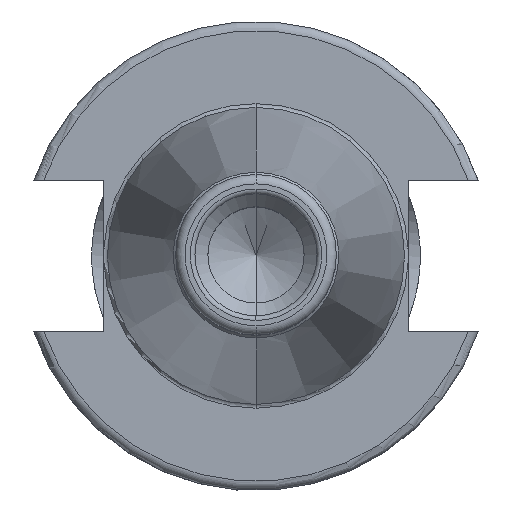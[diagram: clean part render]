
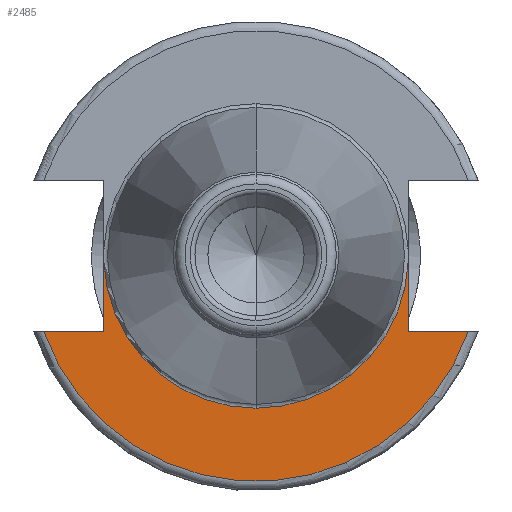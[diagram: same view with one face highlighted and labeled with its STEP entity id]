
A CAD part, top view. The second image highlights one B-rep face of the part: STEP entity #2485.
In plain terms, the highlighted planar face has unit normal (0, 0, 1).
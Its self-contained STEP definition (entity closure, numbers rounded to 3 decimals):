
#351=CARTESIAN_POINT('',(0,0,8));
#352=DIRECTION('',(0,0,-1));
#353=DIRECTION('',(0.999,-0.045,0));
#354=AXIS2_PLACEMENT_3D('',#351,#352,#353);
#823=CARTESIAN_POINT('',(0,0,8));
#824=DIRECTION('',(0,0,1));
#825=DIRECTION('',(-0.942,-0.335,0));
#826=AXIS2_PLACEMENT_3D('',#823,#824,#825);
#874=DIRECTION('',(1,0,0));
#875=VECTOR('',#874,6.41);
#876=CARTESIAN_POINT('',(-22.61,-8.05,8));
#877=LINE('',#876,#875);
#878=DIRECTION('',(0,1,0));
#879=VECTOR('',#878,7.315);
#880=CARTESIAN_POINT('',(-16.2,-8.05,8));
#881=LINE('',#880,#879);
#882=DIRECTION('',(0,-1,0));
#883=VECTOR('',#882,7.315);
#884=CARTESIAN_POINT('',(16.2,-0.735,8));
#885=LINE('',#884,#883);
#886=DIRECTION('',(-1,0,0));
#887=VECTOR('',#886,6.41);
#888=CARTESIAN_POINT('',(22.61,-8.05,8));
#889=LINE('',#888,#887);
#927=CARTESIAN_POINT('',(0,0,8));
#928=DIRECTION('',(0,0,1));
#929=DIRECTION('',(-0.999,-0.045,0));
#930=AXIS2_PLACEMENT_3D('',#927,#928,#929);
#1327=CARTESIAN_POINT('',(0,-16.217,8));
#1329=VERTEX_POINT('',#1327);
#1381=CARTESIAN_POINT('',(-22.61,-8.05,8));
#1382=CARTESIAN_POINT('',(-16.2,-8.05,8));
#1383=VERTEX_POINT('',#1381);
#1384=VERTEX_POINT('',#1382);
#1385=CARTESIAN_POINT('',(-16.2,-0.735,8));
#1386=VERTEX_POINT('',#1385);
#1397=CARTESIAN_POINT('',(16.2,-0.735,8));
#1398=CARTESIAN_POINT('',(16.2,-8.05,8));
#1399=VERTEX_POINT('',#1397);
#1400=VERTEX_POINT('',#1398);
#1401=CARTESIAN_POINT('',(22.61,-8.05,8));
#1402=VERTEX_POINT('',#1401);
#2470=CARTESIAN_POINT('',(0,0,8));
#2471=DIRECTION('',(0,0,-1));
#2472=DIRECTION('',(0,-1,0));
#2473=AXIS2_PLACEMENT_3D('',#2470,#2471,#2472);
#2474=PLANE('',#2473);
#2475=ORIENTED_EDGE('',*,*,#2325,.T.);
#2476=ORIENTED_EDGE('',*,*,#2311,.T.);
#2478=ORIENTED_EDGE('',*,*,#2477,.T.);
#2479=ORIENTED_EDGE('',*,*,#2048,.F.);
#2480=ORIENTED_EDGE('',*,*,#2079,.T.);
#2481=ORIENTED_EDGE('',*,*,#2384,.F.);
#2482=ORIENTED_EDGE('',*,*,#2450,.F.);
#2483=EDGE_LOOP('',(#2475,#2476,#2478,#2479,#2480,#2481,#2482));
#2484=FACE_OUTER_BOUND('',#2483,.F.);
#2485=ADVANCED_FACE('',(#2484),#2474,.F.);
#355=CIRCLE('',#354,16.217);
#827=CIRCLE('',#826,24);
#931=CIRCLE('',#930,16.217);
#2048=EDGE_CURVE('',#1399,#1329,#355,.T.);
#2079=EDGE_CURVE('',#1399,#1400,#885,.T.);
#2311=EDGE_CURVE('',#1384,#1386,#881,.T.);
#2325=EDGE_CURVE('',#1383,#1384,#877,.T.);
#2384=EDGE_CURVE('',#1402,#1400,#889,.T.);
#2450=EDGE_CURVE('',#1383,#1402,#827,.T.);
#2477=EDGE_CURVE('',#1386,#1329,#931,.T.);
